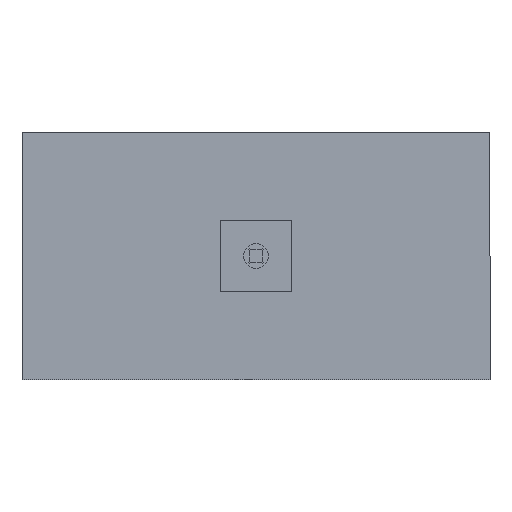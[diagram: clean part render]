
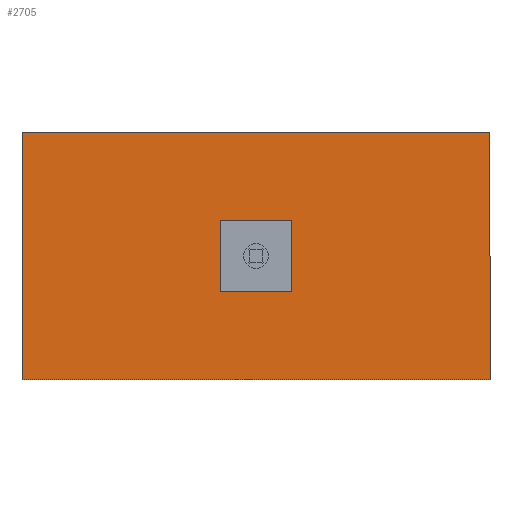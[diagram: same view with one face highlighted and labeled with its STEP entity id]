
A CAD part, front view. The second image highlights one B-rep face of the part: STEP entity #2705.
In plain terms, the highlighted planar face has unit normal (0, -1, 0).
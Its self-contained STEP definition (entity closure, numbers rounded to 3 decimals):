
#28 = VECTOR ( 'NONE', #1019, 1000. ) ;
#57 = CARTESIAN_POINT ( 'NONE',  ( 850., 0., -450. ) ) ;
#65 = LINE ( 'NONE', #904, #28 ) ;
#96 = DIRECTION ( 'NONE',  ( 0., 0., -1. ) ) ;
#128 = ORIENTED_EDGE ( 'NONE', *, *, #2971, .F. ) ;
#145 = VECTOR ( 'NONE', #685, 1000. ) ;
#162 = LINE ( 'NONE', #787, #145 ) ;
#171 = CARTESIAN_POINT ( 'NONE',  ( -77.5, 0., -80. ) ) ;
#218 = CARTESIAN_POINT ( 'NONE',  ( -850., 0., 450. ) ) ;
#245 = VECTOR ( 'NONE', #1723, 1000. ) ;
#276 = LINE ( 'NONE', #1757, #245 ) ;
#322 = ORIENTED_EDGE ( 'NONE', *, *, #2745, .T. ) ;
#334 = FACE_BOUND ( 'NONE', #2320, .T. ) ;
#336 = DIRECTION ( 'NONE',  ( 0., 1., 0. ) ) ;
#345 = ORIENTED_EDGE ( 'NONE', *, *, #3202, .T. ) ;
#361 = FACE_OUTER_BOUND ( 'NONE', #2801, .T. ) ;
#365 = CARTESIAN_POINT ( 'NONE',  ( 80., 0., 77.5 ) ) ;
#475 = ORIENTED_EDGE ( 'NONE', *, *, #1213, .T. ) ;
#480 = VERTEX_POINT ( 'NONE', #2469 ) ;
#497 = VERTEX_POINT ( 'NONE', #2480 ) ;
#507 = VERTEX_POINT ( 'NONE', #2576 ) ;
#576 = VECTOR ( 'NONE', #96, 1000. ) ;
#601 = CARTESIAN_POINT ( 'NONE',  ( 80., 0., -77.5 ) ) ;
#613 = LINE ( 'NONE', #57, #576 ) ;
#652 = VERTEX_POINT ( 'NONE', #2774 ) ;
#685 = DIRECTION ( 'NONE',  ( 0., 0., -1. ) ) ;
#703 = VERTEX_POINT ( 'NONE', #2813 ) ;
#787 = CARTESIAN_POINT ( 'NONE',  ( 80., 0., -77.5 ) ) ;
#798 = CIRCLE ( 'NONE', #1105, 2.5 ) ;
#825 = VERTEX_POINT ( 'NONE', #3220 ) ;
#888 = DIRECTION ( 'NONE',  ( 0., 0., -1. ) ) ;
#897 = DIRECTION ( 'NONE',  ( 0., 1., 0. ) ) ;
#904 = CARTESIAN_POINT ( 'NONE',  ( -850., 0., -450. ) ) ;
#905 = VERTEX_POINT ( 'NONE', #2159 ) ;
#972 = VERTEX_POINT ( 'NONE', #365 ) ;
#1000 = CARTESIAN_POINT ( 'NONE',  ( 77.5, 0., 77.5 ) ) ;
#1019 = DIRECTION ( 'NONE',  ( 0., 0., 1. ) ) ;
#1102 = DIRECTION ( 'NONE',  ( 0., 1., 0. ) ) ;
#1105 = AXIS2_PLACEMENT_3D ( 'NONE', #2114, #1803, #2928 ) ;
#1164 = CIRCLE ( 'NONE', #2682, 2.5 ) ;
#1213 = EDGE_CURVE ( 'NONE', #2910, #825, #1540, .T. ) ;
#1244 = VECTOR ( 'NONE', #1971, 1000. ) ;
#1248 = LINE ( 'NONE', #1869, #1244 ) ;
#1252 = EDGE_CURVE ( 'NONE', #905, #972, #1466, .T. ) ;
#1292 = EDGE_CURVE ( 'NONE', #652, #480, #1418, .T. ) ;
#1353 = CARTESIAN_POINT ( 'NONE',  ( 77.5, 0., -77.5 ) ) ;
#1373 = EDGE_CURVE ( 'NONE', #703, #507, #1248, .T. ) ;
#1379 = VECTOR ( 'NONE', #1856, 1000. ) ;
#1418 = LINE ( 'NONE', #218, #1379 ) ;
#1434 = ORIENTED_EDGE ( 'NONE', *, *, #1927, .T. ) ;
#1440 = VERTEX_POINT ( 'NONE', #2061 ) ;
#1448 = CARTESIAN_POINT ( 'NONE',  ( -850., 0., -450. ) ) ;
#1466 = CIRCLE ( 'NONE', #1991, 2.5 ) ;
#1473 = EDGE_CURVE ( 'NONE', #507, #497, #1164, .T. ) ;
#1495 = ORIENTED_EDGE ( 'NONE', *, *, #1373, .T. ) ;
#1540 = CIRCLE ( 'NONE', #2282, 2.5 ) ;
#1626 = VECTOR ( 'NONE', #1771, 1000. ) ;
#1716 = CARTESIAN_POINT ( 'NONE',  ( -850., 0., 450. ) ) ;
#1723 = DIRECTION ( 'NONE',  ( 1., 0., 0. ) ) ;
#1743 = LINE ( 'NONE', #1448, #1626 ) ;
#1757 = CARTESIAN_POINT ( 'NONE',  ( -77.5, 0., 80. ) ) ;
#1758 = ORIENTED_EDGE ( 'NONE', *, *, #2588, .F. ) ;
#1771 = DIRECTION ( 'NONE',  ( -1., 0., 0. ) ) ;
#1792 = ORIENTED_EDGE ( 'NONE', *, *, #2825, .T. ) ;
#1803 = DIRECTION ( 'NONE',  ( 0., 1., 0. ) ) ;
#1850 = ORIENTED_EDGE ( 'NONE', *, *, #2442, .F. ) ;
#1856 = DIRECTION ( 'NONE',  ( 1., 0., 0. ) ) ;
#1869 = CARTESIAN_POINT ( 'NONE',  ( -80., 0., -77.5 ) ) ;
#1887 = ORIENTED_EDGE ( 'NONE', *, *, #1252, .T. ) ;
#1927 = EDGE_CURVE ( 'NONE', #3036, #703, #798, .T. ) ;
#1971 = DIRECTION ( 'NONE',  ( 0., 0., 1. ) ) ;
#1978 = PLANE ( 'NONE',  #2436 ) ;
#1991 = AXIS2_PLACEMENT_3D ( 'NONE', #1000, #1102, #2875 ) ;
#2011 = DIRECTION ( 'NONE',  ( 0., 0., 1. ) ) ;
#2061 = CARTESIAN_POINT ( 'NONE',  ( -850., 0., -450. ) ) ;
#2114 = CARTESIAN_POINT ( 'NONE',  ( -77.5, 0., -77.5 ) ) ;
#2159 = CARTESIAN_POINT ( 'NONE',  ( 77.5, 0., 80. ) ) ;
#2198 = ORIENTED_EDGE ( 'NONE', *, *, #1473, .T. ) ;
#2236 = ORIENTED_EDGE ( 'NONE', *, *, #1292, .F. ) ;
#2282 = AXIS2_PLACEMENT_3D ( 'NONE', #1353, #897, #888 ) ;
#2320 = EDGE_LOOP ( 'NONE', ( #322, #1887, #1792, #475, #345, #1434, #1495, #2198 ) ) ;
#2405 = CARTESIAN_POINT ( 'NONE',  ( -77.5, 0., 77.5 ) ) ;
#2436 = AXIS2_PLACEMENT_3D ( 'NONE', #1716, #336, #2011 ) ;
#2442 = EDGE_CURVE ( 'NONE', #3144, #1440, #1743, .T. ) ;
#2469 = CARTESIAN_POINT ( 'NONE',  ( 850., 0., 450. ) ) ;
#2472 = DIRECTION ( 'NONE',  ( 0., 1., 0. ) ) ;
#2480 = CARTESIAN_POINT ( 'NONE',  ( -77.5, 0., 80. ) ) ;
#2499 = DIRECTION ( 'NONE',  ( 0., 0., 1. ) ) ;
#2576 = CARTESIAN_POINT ( 'NONE',  ( -80., 0., 77.5 ) ) ;
#2588 = EDGE_CURVE ( 'NONE', #480, #3144, #613, .T. ) ;
#2682 = AXIS2_PLACEMENT_3D ( 'NONE', #2405, #2472, #2499 ) ;
#2705 = ADVANCED_FACE ( 'NONE', ( #334, #361 ), #1978, .F. ) ;
#2745 = EDGE_CURVE ( 'NONE', #497, #905, #276, .T. ) ;
#2772 = CARTESIAN_POINT ( 'NONE',  ( -77.5, 0., -80. ) ) ;
#2774 = CARTESIAN_POINT ( 'NONE',  ( -850., 0., 450. ) ) ;
#2801 = EDGE_LOOP ( 'NONE', ( #128, #1850, #1758, #2236 ) ) ;
#2813 = CARTESIAN_POINT ( 'NONE',  ( -80., 0., -77.5 ) ) ;
#2825 = EDGE_CURVE ( 'NONE', #972, #2910, #162, .T. ) ;
#2875 = DIRECTION ( 'NONE',  ( 0., 0., 1. ) ) ;
#2910 = VERTEX_POINT ( 'NONE', #601 ) ;
#2928 = DIRECTION ( 'NONE',  ( 0., 0., 1. ) ) ;
#2962 = DIRECTION ( 'NONE',  ( -1., 0., 0. ) ) ;
#2971 = EDGE_CURVE ( 'NONE', #1440, #652, #65, .T. ) ;
#3036 = VERTEX_POINT ( 'NONE', #2772 ) ;
#3106 = LINE ( 'NONE', #171, #3134 ) ;
#3134 = VECTOR ( 'NONE', #2962, 1000. ) ;
#3144 = VERTEX_POINT ( 'NONE', #3174 ) ;
#3174 = CARTESIAN_POINT ( 'NONE',  ( 850., 0., -450. ) ) ;
#3202 = EDGE_CURVE ( 'NONE', #825, #3036, #3106, .T. ) ;
#3220 = CARTESIAN_POINT ( 'NONE',  ( 77.5, 0., -80. ) ) ;
